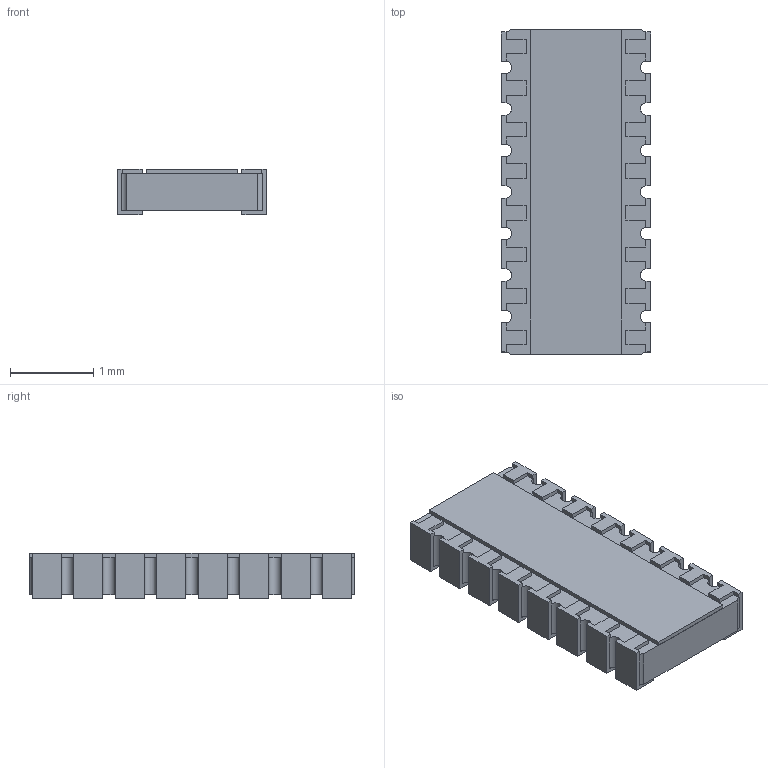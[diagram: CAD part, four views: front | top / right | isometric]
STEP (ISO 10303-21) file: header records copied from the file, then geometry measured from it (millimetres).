
FILE_DESCRIPTION (( 'STEP AP214' ), '1' );
FILE_NAME ('User Library-CAC-50P380X160-16N.STEP', '2021-03-03T13:39:28', ( '' ), ( '' ), 'SwSTEP 2.0', 'SolidWorks 2020', '' );
FILE_SCHEMA (( 'AUTOMOTIVE_DESIGN' ));
Length unit declared in the file: millimetre
Products named in the file (22): Mid_Pin; body; 6139477696; Open_CASCADE_STEP_translator_6.8_4.3.1; mark; User Library-CAC-50P380X160-16N; Open_CASCADE_STEP_translator_6.8_4.1.1
Assembly tree (36 placements, depth 4):
  User Library-CAC-50P380X160-16N
    6139477696
      body
        Open_CASCADE_STEP_translator_6.8_4.1.1
      mark
      Mid_Pin
        Open_CASCADE_STEP_translator_6.8_4.3.1
      Mid_Pin
        Open_CASCADE_STEP_translator_6.8_4.3.1
      Mid_Pin
        Open_CASCADE_STEP_translator_6.8_4.3.1
      Mid_Pin
        Open_CASCADE_STEP_translator_6.8_4.3.1
      Mid_Pin
        Open_CASCADE_STEP_translator_6.8_4.3.1
      Mid_Pin
        Open_CASCADE_STEP_translator_6.8_4.3.1
      Mid_Pin
        Open_CASCADE_STEP_translator_6.8_4.3.1
      Mid_Pin
        Open_CASCADE_STEP_translator_6.8_4.3.1
      Mid_Pin
        Open_CASCADE_STEP_translator_6.8_4.3.1
      Mid_Pin
        Open_CASCADE_STEP_translator_6.8_4.3.1
      Mid_Pin
        Open_CASCADE_STEP_translator_6.8_4.3.1
      Mid_Pin
        Open_CASCADE_STEP_translator_6.8_4.3.1
      Mid_Pin
        Open_CASCADE_STEP_translator_6.8_4.3.1
      Mid_Pin
        Open_CASCADE_STEP_translator_6.8_4.3.1
      Mid_Pin
        Open_CASCADE_STEP_translator_6.8_4.3.1
      Mid_Pin
        Open_CASCADE_STEP_translator_6.8_4.3.1
Bounding box: 1.8 x 3.9 x 0.55 mm (x, y, z)
Volume: 3.4 mm3; surface area: 40.3 mm2
Topology: 18 solids, 18 shells, 275 faces, 717 edges, 478 vertices
Faces by surface type: plane 250, cylinder 25
Entity records: 3518 total; most frequent: DIRECTION 471, CARTESIAN_POINT 417, ORIENTED_EDGE 354, EDGE_CURVE 177, AXIS2_PLACEMENT_3D 172, VECTOR 127, LINE 127, VERTEX_POINT 118
